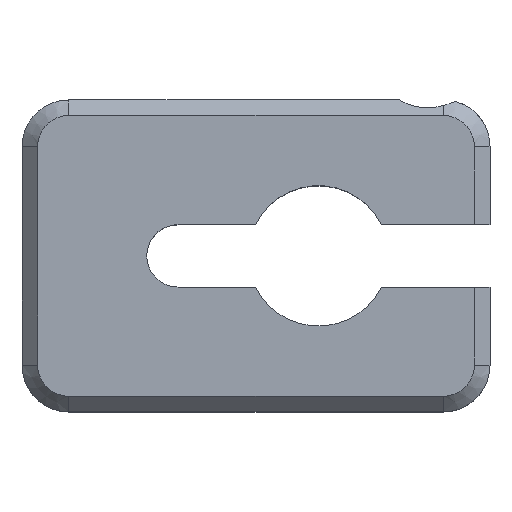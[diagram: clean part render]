
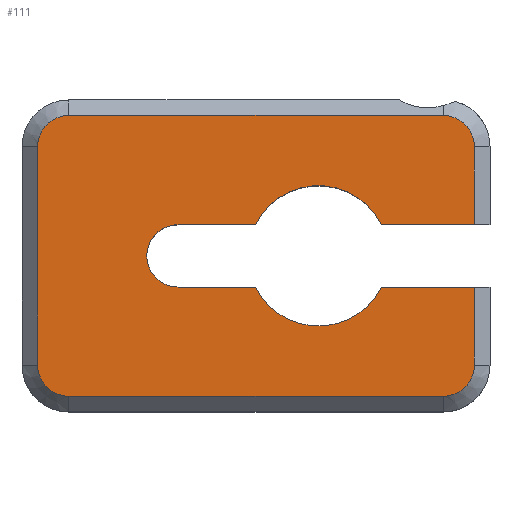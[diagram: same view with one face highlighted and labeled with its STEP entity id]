
A CAD part, top view. The second image highlights one B-rep face of the part: STEP entity #111.
In plain terms, the highlighted planar face has unit normal (0, 0, 1).
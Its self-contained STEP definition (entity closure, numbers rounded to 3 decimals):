
#111=ADVANCED_FACE('',(#519),#521,.T.);
#519=FACE_BOUND('',#520,.T.);
#520=EDGE_LOOP('',(#850,#851,#852,#853,#854,#855,#856,#857,#858,#859,#860,#861,#862,
#863,#864,#865));
#521=PLANE('',#522);
#522=AXIS2_PLACEMENT_3D('',#523,#524,#525);
#523=CARTESIAN_POINT('',(0.,0.,4.));
#524=DIRECTION('',(0.,0.,1.));
#525=DIRECTION('',(-1.,0.,0.));
#850=ORIENTED_EDGE('',*,*,#1074,.F.);
#851=ORIENTED_EDGE('',*,*,#1075,.T.);
#852=ORIENTED_EDGE('',*,*,#1076,.T.);
#853=ORIENTED_EDGE('',*,*,#1041,.T.);
#854=ORIENTED_EDGE('',*,*,#1077,.T.);
#855=ORIENTED_EDGE('',*,*,#1078,.T.);
#856=ORIENTED_EDGE('',*,*,#1079,.T.);
#857=ORIENTED_EDGE('',*,*,#1080,.T.);
#858=ORIENTED_EDGE('',*,*,#1081,.T.);
#859=ORIENTED_EDGE('',*,*,#1082,.T.);
#860=ORIENTED_EDGE('',*,*,#1083,.T.);
#861=ORIENTED_EDGE('',*,*,#1084,.T.);
#862=ORIENTED_EDGE('',*,*,#1085,.T.);
#863=ORIENTED_EDGE('',*,*,#1086,.T.);
#864=ORIENTED_EDGE('',*,*,#1087,.T.);
#865=ORIENTED_EDGE('',*,*,#1088,.T.);
#1041=EDGE_CURVE('',#1159,#1156,#1160,.T.);
#1074=EDGE_CURVE('',#1220,#1221,#1222,.F.);
#1075=EDGE_CURVE('',#1220,#1223,#1224,.T.);
#1076=EDGE_CURVE('',#1223,#1159,#1225,.T.);
#1077=EDGE_CURVE('',#1156,#1226,#1227,.T.);
#1078=EDGE_CURVE('',#1226,#1228,#1229,.T.);
#1079=EDGE_CURVE('',#1228,#1230,#1231,.T.);
#1080=EDGE_CURVE('',#1230,#1232,#1233,.T.);
#1081=EDGE_CURVE('',#1232,#1234,#1235,.T.);
#1082=EDGE_CURVE('',#1234,#1236,#1237,.T.);
#1083=EDGE_CURVE('',#1236,#1238,#1239,.T.);
#1084=EDGE_CURVE('',#1238,#1240,#1241,.T.);
#1085=EDGE_CURVE('',#1240,#1242,#1243,.T.);
#1086=EDGE_CURVE('',#1242,#1244,#1245,.T.);
#1087=EDGE_CURVE('',#1244,#1246,#1247,.T.);
#1088=EDGE_CURVE('',#1246,#1221,#1248,.T.);
#1156=VERTEX_POINT('',#1348);
#1159=VERTEX_POINT('',#1353);
#1160=LINE('',#1354,#1355);
#1220=VERTEX_POINT('',#1495);
#1221=VERTEX_POINT('',#1496);
#1222=CIRCLE('',#1497,2.);
#1223=VERTEX_POINT('',#1501);
#1224=LINE('',#1502,#1503);
#1225=CIRCLE('',#1505,4.5);
#1226=VERTEX_POINT('',#1509);
#1227=LINE('',#1510,#1511);
#1228=VERTEX_POINT('',#1513);
#1229=CIRCLE('',#1514,2.);
#1230=VERTEX_POINT('',#1518);
#1231=LINE('',#1519,#1520);
#1232=VERTEX_POINT('',#1522);
#1233=CIRCLE('',#1523,2.);
#1234=VERTEX_POINT('',#1527);
#1235=LINE('',#1528,#1529);
#1236=VERTEX_POINT('',#1531);
#1237=CIRCLE('',#1532,2.);
#1238=VERTEX_POINT('',#1536);
#1239=LINE('',#1537,#1538);
#1240=VERTEX_POINT('',#1540);
#1241=CIRCLE('',#1541,2.);
#1242=VERTEX_POINT('',#1545);
#1243=LINE('',#1546,#1547);
#1244=VERTEX_POINT('',#1549);
#1245=LINE('',#1550,#1551);
#1246=VERTEX_POINT('',#1553);
#1247=CIRCLE('',#1554,4.5);
#1248=LINE('',#1558,#1559);
#1348=CARTESIAN_POINT('',(14.,2.,4.));
#1353=CARTESIAN_POINT('',(8.031,2.,4.));
#1354=CARTESIAN_POINT('',(8.031,2.,4.));
#1355=VECTOR('',#1356,1.);
#1356=DIRECTION('',(1.,0.,0.));
#1495=CARTESIAN_POINT('',(-5.,2.,4.));
#1496=CARTESIAN_POINT('',(-5.,-2.,4.));
#1497=AXIS2_PLACEMENT_3D('',#1498,#1499,#1500);
#1498=CARTESIAN_POINT('',(-5.,0.,4.));
#1499=DIRECTION('',(0.,0.,-1.));
#1500=DIRECTION('',(0.,-1.,0.));
#1501=CARTESIAN_POINT('',(-0.031,2.,4.));
#1502=CARTESIAN_POINT('',(-5.,2.,4.));
#1503=VECTOR('',#1504,1.);
#1504=DIRECTION('',(1.,0.,0.));
#1505=AXIS2_PLACEMENT_3D('',#1506,#1507,#1508);
#1506=CARTESIAN_POINT('',(4.,0.,4.));
#1507=DIRECTION('',(0.,0.,-1.));
#1508=DIRECTION('',(-0.896,0.444,0.));
#1509=CARTESIAN_POINT('',(14.,7.,4.));
#1510=CARTESIAN_POINT('',(14.,2.,4.));
#1511=VECTOR('',#1512,1.);
#1512=DIRECTION('',(0.,1.,0.));
#1513=CARTESIAN_POINT('',(12.,9.,4.));
#1514=AXIS2_PLACEMENT_3D('',#1515,#1516,#1517);
#1515=CARTESIAN_POINT('',(12.,7.,4.));
#1516=DIRECTION('',(0.,0.,1.));
#1517=DIRECTION('',(1.,0.,0.));
#1518=CARTESIAN_POINT('',(-12.,9.,4.));
#1519=CARTESIAN_POINT('',(12.,9.,4.));
#1520=VECTOR('',#1521,1.);
#1521=DIRECTION('',(-1.,0.,0.));
#1522=CARTESIAN_POINT('',(-14.,7.,4.));
#1523=AXIS2_PLACEMENT_3D('',#1524,#1525,#1526);
#1524=CARTESIAN_POINT('',(-12.,7.,4.));
#1525=DIRECTION('',(0.,0.,1.));
#1526=DIRECTION('',(0.,1.,0.));
#1527=CARTESIAN_POINT('',(-14.,-7.,4.));
#1528=CARTESIAN_POINT('',(-14.,7.,4.));
#1529=VECTOR('',#1530,1.);
#1530=DIRECTION('',(0.,-1.,0.));
#1531=CARTESIAN_POINT('',(-12.,-9.,4.));
#1532=AXIS2_PLACEMENT_3D('',#1533,#1534,#1535);
#1533=CARTESIAN_POINT('',(-12.,-7.,4.));
#1534=DIRECTION('',(0.,0.,1.));
#1535=DIRECTION('',(-1.,0.,0.));
#1536=CARTESIAN_POINT('',(12.,-9.,4.));
#1537=CARTESIAN_POINT('',(-12.,-9.,4.));
#1538=VECTOR('',#1539,1.);
#1539=DIRECTION('',(1.,0.,0.));
#1540=CARTESIAN_POINT('',(14.,-7.,4.));
#1541=AXIS2_PLACEMENT_3D('',#1542,#1543,#1544);
#1542=CARTESIAN_POINT('',(12.,-7.,4.));
#1543=DIRECTION('',(0.,0.,1.));
#1544=DIRECTION('',(0.,-1.,0.));
#1545=CARTESIAN_POINT('',(14.,-2.,4.));
#1546=CARTESIAN_POINT('',(14.,-7.,4.));
#1547=VECTOR('',#1548,1.);
#1548=DIRECTION('',(0.,1.,0.));
#1549=CARTESIAN_POINT('',(8.031,-2.,4.));
#1550=CARTESIAN_POINT('',(14.,-2.,4.));
#1551=VECTOR('',#1552,1.);
#1552=DIRECTION('',(-1.,0.,0.));
#1553=CARTESIAN_POINT('',(-0.031,-2.,4.));
#1554=AXIS2_PLACEMENT_3D('',#1555,#1556,#1557);
#1555=CARTESIAN_POINT('',(4.,0.,4.));
#1556=DIRECTION('',(0.,0.,-1.));
#1557=DIRECTION('',(0.896,-0.444,0.));
#1558=CARTESIAN_POINT('',(-0.031,-2.,4.));
#1559=VECTOR('',#1560,1.);
#1560=DIRECTION('',(-1.,0.,0.));
